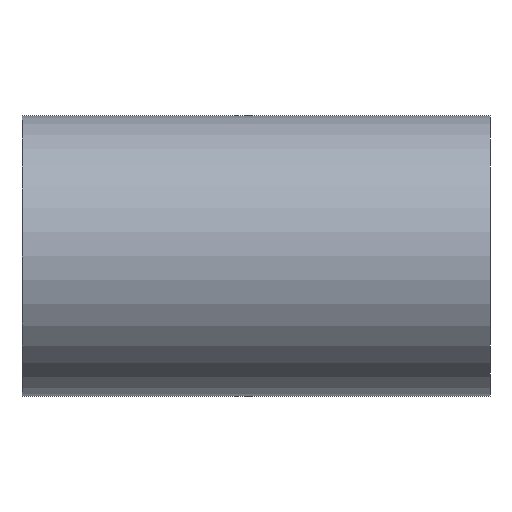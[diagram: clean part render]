
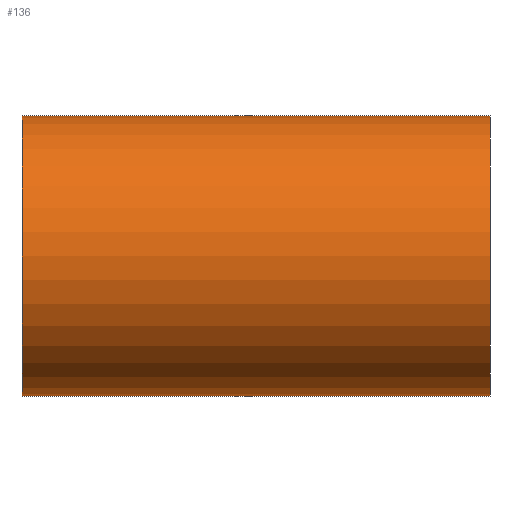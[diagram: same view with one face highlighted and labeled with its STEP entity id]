
A CAD part, front view. The second image highlights one B-rep face of the part: STEP entity #136.
In plain terms, the highlighted cylindrical face has radius 4.75 mm (diameter 9.5 mm), a partial arc.
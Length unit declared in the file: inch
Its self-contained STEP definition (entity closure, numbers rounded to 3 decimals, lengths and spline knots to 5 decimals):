
#1 = VERTEX_POINT ( 'NONE', #120 ) ;
#6 = CARTESIAN_POINT ( 'NONE',  ( 0.3125, 0., 0. ) ) ;
#8 = EDGE_CURVE ( 'NONE', #151, #1, #199, .T. ) ;
#15 = ORIENTED_EDGE ( 'NONE', *, *, #117, .T. ) ;
#20 = VECTOR ( 'NONE', #73, 39.37008 ) ;
#21 = EDGE_LOOP ( 'NONE', ( #100, #122, #123, #15 ) ) ;
#40 = DIRECTION ( 'NONE',  ( -1., 0., 0. ) ) ;
#43 = EDGE_CURVE ( 'NONE', #105, #151, #174, .T. ) ;
#54 = VECTOR ( 'NONE', #190, 39.37008 ) ;
#67 = CARTESIAN_POINT ( 'NONE',  ( 0.3125, 0., -0.187 ) ) ;
#73 = DIRECTION ( 'NONE',  ( -1., 0., 0. ) ) ;
#87 = CARTESIAN_POINT ( 'NONE',  ( 0.3125, 0., 0.187 ) ) ;
#89 = CARTESIAN_POINT ( 'NONE',  ( 0.3125, 0., 0. ) ) ;
#100 = ORIENTED_EDGE ( 'NONE', *, *, #8, .F. ) ;
#105 = VERTEX_POINT ( 'NONE', #87 ) ;
#114 = CARTESIAN_POINT ( 'NONE',  ( 0.3125, 0., 0.187 ) ) ;
#117 = EDGE_CURVE ( 'NONE', #223, #1, #194, .T. ) ;
#120 = CARTESIAN_POINT ( 'NONE',  ( -0.3125, 0., -0.187 ) ) ;
#122 = ORIENTED_EDGE ( 'NONE', *, *, #43, .F. ) ;
#123 = ORIENTED_EDGE ( 'NONE', *, *, #177, .T. ) ;
#127 = CARTESIAN_POINT ( 'NONE',  ( -0.3125, 0., 0. ) ) ;
#129 = DIRECTION ( 'NONE',  ( 1., 0., 0. ) ) ;
#133 = CARTESIAN_POINT ( 'NONE',  ( -0.3125, 0., 0.187 ) ) ;
#136 = ADVANCED_FACE ( 'NONE', ( #144 ), #198, .T. ) ;
#144 = FACE_OUTER_BOUND ( 'NONE', #21, .T. ) ;
#146 = DIRECTION ( 'NONE',  ( 1., 0., 0. ) ) ;
#150 = CARTESIAN_POINT ( 'NONE',  ( 0.3125, 0., -0.187 ) ) ;
#151 = VERTEX_POINT ( 'NONE', #150 ) ;
#163 = DIRECTION ( 'NONE',  ( 0., 0., 1. ) ) ;
#174 = CIRCLE ( 'NONE', #182, 0.187 ) ;
#177 = EDGE_CURVE ( 'NONE', #105, #223, #192, .T. ) ;
#182 = AXIS2_PLACEMENT_3D ( 'NONE', #6, #146, #210 ) ;
#190 = DIRECTION ( 'NONE',  ( -1., 0., 0. ) ) ;
#192 = LINE ( 'NONE', #114, #20 ) ;
#193 = AXIS2_PLACEMENT_3D ( 'NONE', #89, #40, #163 ) ;
#194 = CIRCLE ( 'NONE', #200, 0.187 ) ;
#197 = DIRECTION ( 'NONE',  ( 0., 0., -1. ) ) ;
#198 = CYLINDRICAL_SURFACE ( 'NONE', #193, 0.187 ) ;
#199 = LINE ( 'NONE', #67, #54 ) ;
#200 = AXIS2_PLACEMENT_3D ( 'NONE', #127, #129, #197 ) ;
#210 = DIRECTION ( 'NONE',  ( 0., 0., -1. ) ) ;
#223 = VERTEX_POINT ( 'NONE', #133 ) ;
